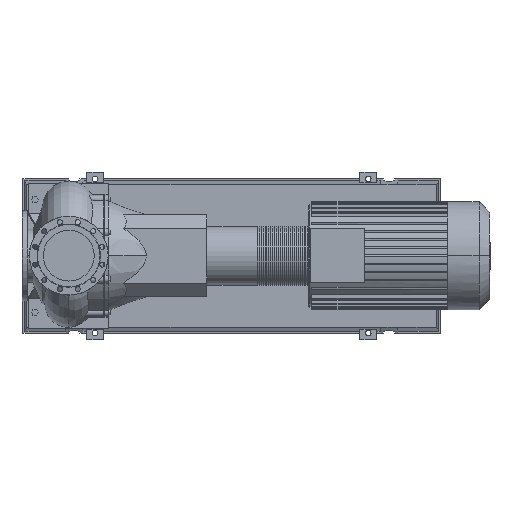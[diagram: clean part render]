
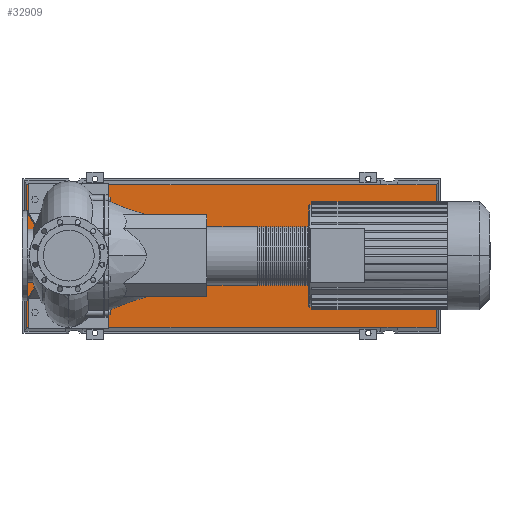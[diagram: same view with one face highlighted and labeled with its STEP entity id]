
A CAD part, top view. The second image highlights one B-rep face of the part: STEP entity #32909.
In plain terms, the highlighted free-form (B-spline) face has degree [1, 1] with [2, 2] control points.
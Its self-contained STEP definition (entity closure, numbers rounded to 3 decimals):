
#30310=CARTESIAN_POINT('',(1598.5,366.0,123.0));
#30311=VERTEX_POINT('',#30310);
#30318=CARTESIAN_POINT('',(1685.5,366.0,123.0));
#30319=VERTEX_POINT('',#30318);
#30320=CARTESIAN_POINT('',(1598.5,366.0,123.0));
#30321=DIRECTION('',(1.0,0.0,0.0));
#30322=VECTOR('',#30321,87.0);
#30323=LINE('',#30320,#30322);
#30324=EDGE_CURVE('',#30311,#30319,#30323,.T.);
#30776=CARTESIAN_POINT('',(71.5,366.0,123.0));
#30777=VERTEX_POINT('',#30776);
#30784=CARTESIAN_POINT('',(71.5,366.0,123.0));
#30785=DIRECTION('',(1.0,0.0,0.0));
#30786=VECTOR('',#30785,1527.0);
#30787=LINE('',#30784,#30786);
#30788=EDGE_CURVE('',#30777,#30311,#30787,.T.);
#31136=CARTESIAN_POINT('',(-15.5,366.0,123.0));
#31137=VERTEX_POINT('',#31136);
#31144=CARTESIAN_POINT('',(-15.5,366.0,123.0));
#31145=DIRECTION('',(1.0,0.0,0.0));
#31146=VECTOR('',#31145,87.);
#31147=LINE('',#31144,#31146);
#31148=EDGE_CURVE('',#31137,#30777,#31147,.T.);
#31207=CARTESIAN_POINT('',(1885.0,366.0,123.0));
#31208=VERTEX_POINT('',#31207);
#31209=CARTESIAN_POINT('',(1685.5,366.0,123.0));
#31210=DIRECTION('',(1.0,0.0,0.0));
#31211=VECTOR('',#31210,199.5);
#31212=LINE('',#31209,#31211);
#31213=EDGE_CURVE('',#30319,#31208,#31212,.T.);
#31239=CARTESIAN_POINT('',(-215.,366.0,123.0));
#31240=VERTEX_POINT('',#31239);
#31247=CARTESIAN_POINT('',(-215.,366.0,123.0));
#31248=DIRECTION('',(1.0,0.0,0.0));
#31249=VECTOR('',#31248,199.5);
#31250=LINE('',#31247,#31249);
#31251=EDGE_CURVE('',#31240,#31137,#31250,.T.);
#31484=CARTESIAN_POINT('',(1685.5,-366.0,123.0));
#31485=VERTEX_POINT('',#31484);
#31492=CARTESIAN_POINT('',(1598.5,-366.0,123.0));
#31493=VERTEX_POINT('',#31492);
#31494=CARTESIAN_POINT('',(1598.5,-366.0,123.0));
#31495=DIRECTION('',(1.0,0.0,0.0));
#31496=VECTOR('',#31495,87.0);
#31497=LINE('',#31494,#31496);
#31498=EDGE_CURVE('',#31493,#31485,#31497,.T.);
#31718=CARTESIAN_POINT('',(1885.0,-366.0,123.0));
#31719=VERTEX_POINT('',#31718);
#31726=CARTESIAN_POINT('',(1685.5,-366.0,123.0));
#31727=DIRECTION('',(1.0,0.0,0.0));
#31728=VECTOR('',#31727,199.5);
#31729=LINE('',#31726,#31728);
#31730=EDGE_CURVE('',#31485,#31719,#31729,.T.);
#31847=CARTESIAN_POINT('',(71.5,-366.0,123.0));
#31848=VERTEX_POINT('',#31847);
#31855=CARTESIAN_POINT('',(-15.5,-366.0,123.0));
#31856=VERTEX_POINT('',#31855);
#31857=CARTESIAN_POINT('',(-15.5,-366.0,123.0));
#31858=DIRECTION('',(1.0,0.0,0.0));
#31859=VECTOR('',#31858,87.);
#31860=LINE('',#31857,#31859);
#31861=EDGE_CURVE('',#31856,#31848,#31860,.T.);
#31972=CARTESIAN_POINT('',(-215.,-366.0,123.0));
#31973=VERTEX_POINT('',#31972);
#31974=CARTESIAN_POINT('',(-215.,-366.0,123.0));
#31975=DIRECTION('',(1.0,0.0,0.0));
#31976=VECTOR('',#31975,199.5);
#31977=LINE('',#31974,#31976);
#31978=EDGE_CURVE('',#31973,#31856,#31977,.T.);
#31996=CARTESIAN_POINT('',(71.5,-366.0,123.0));
#31997=DIRECTION('',(1.0,0.0,0.0));
#31998=VECTOR('',#31997,1527.0);
#31999=LINE('',#31996,#31998);
#32000=EDGE_CURVE('',#31848,#31493,#31999,.T.);
#32880=CARTESIAN_POINT('',(-215.0,-366.0,123.));
#32881=CARTESIAN_POINT('',(1885.0,-366.0,123.));
#32882=CARTESIAN_POINT('',(-215.0,366.0,123.));
#32883=CARTESIAN_POINT('',(1885.0,366.0,123.));
#32884=B_SPLINE_SURFACE_WITH_KNOTS('',1,1,((#32880,#32882),(#32881,#32883)),.UNSPECIFIED.,.F.,.F.,.U.,(2,2),(2,2),(0.0,2100.0),(0.0,732.0),.UNSPECIFIED.);
#32885=CARTESIAN_POINT('',(1885.0,366.0,123.0));
#32886=DIRECTION('',(0.0,-1.0,0.0));
#32887=VECTOR('',#32886,732.0);
#32888=LINE('',#32885,#32887);
#32889=EDGE_CURVE('',#31208,#31719,#32888,.T.);
#32890=ORIENTED_EDGE('',*,*,#32889,.F.);
#32891=ORIENTED_EDGE('',*,*,#31213,.F.);
#32892=ORIENTED_EDGE('',*,*,#30324,.F.);
#32893=ORIENTED_EDGE('',*,*,#30788,.F.);
#32894=ORIENTED_EDGE('',*,*,#31148,.F.);
#32895=ORIENTED_EDGE('',*,*,#31251,.F.);
#32896=CARTESIAN_POINT('',(-215.,366.0,123.0));
#32897=DIRECTION('',(0.0,-1.0,0.0));
#32898=VECTOR('',#32897,732.0);
#32899=LINE('',#32896,#32898);
#32900=EDGE_CURVE('',#31240,#31973,#32899,.T.);
#32901=ORIENTED_EDGE('',*,*,#32900,.T.);
#32902=ORIENTED_EDGE('',*,*,#31978,.T.);
#32903=ORIENTED_EDGE('',*,*,#31861,.T.);
#32904=ORIENTED_EDGE('',*,*,#32000,.T.);
#32905=ORIENTED_EDGE('',*,*,#31498,.T.);
#32906=ORIENTED_EDGE('',*,*,#31730,.T.);
#32907=EDGE_LOOP('',(#32890,#32891,#32892,#32893,#32894,#32895,#32901,#32902,#32903,#32904,#32905,#32906));
#32908=FACE_OUTER_BOUND('',#32907,.T.);
#32909=ADVANCED_FACE('',(#32908),#32884,.T.);
